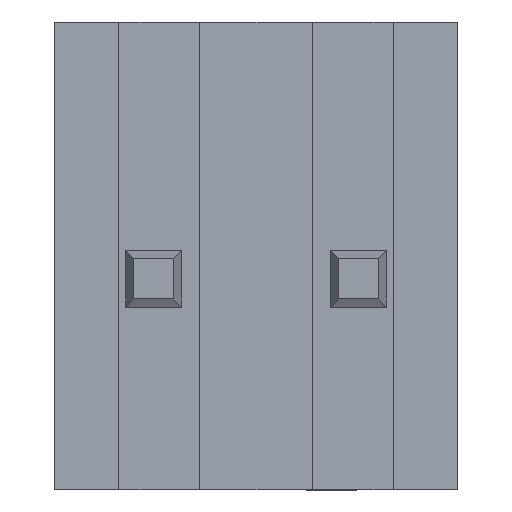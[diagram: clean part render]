
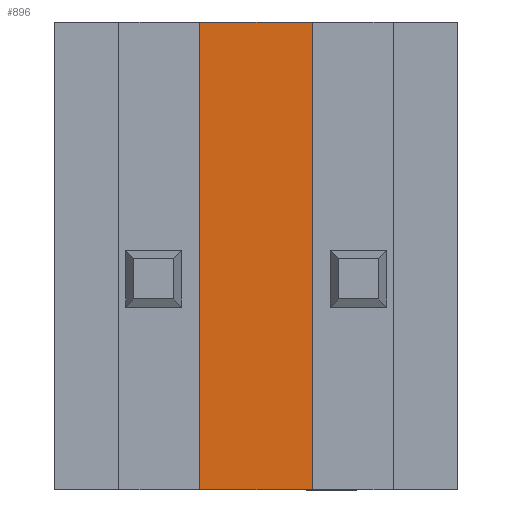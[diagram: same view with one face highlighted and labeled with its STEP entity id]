
A CAD part, front view. The second image highlights one B-rep face of the part: STEP entity #896.
In plain terms, the highlighted planar face has unit normal (0, -1, 0).
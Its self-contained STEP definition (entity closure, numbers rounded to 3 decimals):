
#8 = LINE ( 'NONE', #1072, #1509 ) ;
#9 = DIRECTION ( 'NONE',  ( 1., 0., 0. ) ) ;
#14 = CARTESIAN_POINT ( 'NONE',  ( 1.8, 0., 0. ) ) ;
#57 = CARTESIAN_POINT ( 'NONE',  ( 3.2, 0., 0. ) ) ;
#172 = DIRECTION ( 'NONE',  ( -1., 0., 0. ) ) ;
#184 = EDGE_LOOP ( 'NONE', ( #258, #1012, #1094, #560 ) ) ;
#188 = VERTEX_POINT ( 'NONE', #14 ) ;
#258 = ORIENTED_EDGE ( 'NONE', *, *, #594, .T. ) ;
#268 = CARTESIAN_POINT ( 'NONE',  ( 1.8, 0., 5.8 ) ) ;
#363 = EDGE_CURVE ( 'NONE', #523, #785, #8, .T. ) ;
#365 = LINE ( 'NONE', #515, #1235 ) ;
#402 = DIRECTION ( 'NONE',  ( 0., 0., -1. ) ) ;
#471 = VECTOR ( 'NONE', #1413, 1000. ) ;
#493 = LINE ( 'NONE', #1178, #471 ) ;
#515 = CARTESIAN_POINT ( 'NONE',  ( 1.8, 0., 5.8 ) ) ;
#519 = FACE_OUTER_BOUND ( 'NONE', #184, .T. ) ;
#523 = VERTEX_POINT ( 'NONE', #268 ) ;
#560 = ORIENTED_EDGE ( 'NONE', *, *, #1419, .T. ) ;
#594 = EDGE_CURVE ( 'NONE', #188, #869, #493, .T. ) ;
#759 = CARTESIAN_POINT ( 'NONE',  ( 3.2, 0., 5.8 ) ) ;
#785 = VERTEX_POINT ( 'NONE', #847 ) ;
#847 = CARTESIAN_POINT ( 'NONE',  ( 3.2, 0., 5.8 ) ) ;
#869 = VERTEX_POINT ( 'NONE', #57 ) ;
#871 = DIRECTION ( 'NONE',  ( 0., 1., 0. ) ) ;
#896 = ADVANCED_FACE ( 'NONE', ( #519 ), #1479, .F. ) ;
#1012 = ORIENTED_EDGE ( 'NONE', *, *, #1478, .F. ) ;
#1072 = CARTESIAN_POINT ( 'NONE',  ( 3.2, 0., 5.8 ) ) ;
#1085 = AXIS2_PLACEMENT_3D ( 'NONE', #759, #871, #172 ) ;
#1094 = ORIENTED_EDGE ( 'NONE', *, *, #363, .F. ) ;
#1108 = CARTESIAN_POINT ( 'NONE',  ( 3.2, 0., 5.8 ) ) ;
#1160 = VECTOR ( 'NONE', #402, 1000. ) ;
#1178 = CARTESIAN_POINT ( 'NONE',  ( 3.2, 0., 0. ) ) ;
#1221 = DIRECTION ( 'NONE',  ( 0., 0., -1. ) ) ;
#1235 = VECTOR ( 'NONE', #1221, 1000. ) ;
#1413 = DIRECTION ( 'NONE',  ( 1., 0., 0. ) ) ;
#1419 = EDGE_CURVE ( 'NONE', #523, #188, #365, .T. ) ;
#1478 = EDGE_CURVE ( 'NONE', #785, #869, #1512, .T. ) ;
#1479 = PLANE ( 'NONE',  #1085 ) ;
#1509 = VECTOR ( 'NONE', #9, 1000. ) ;
#1512 = LINE ( 'NONE', #1108, #1160 ) ;
